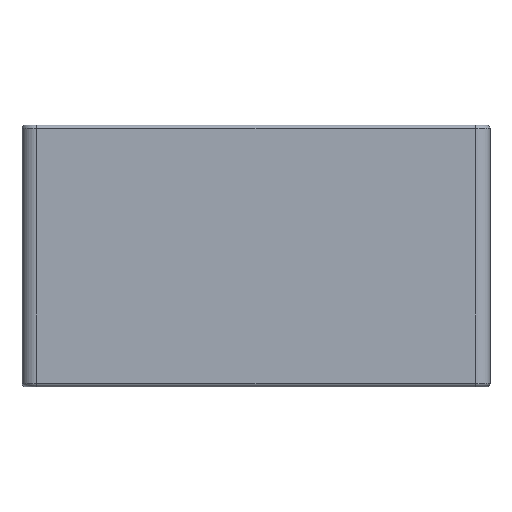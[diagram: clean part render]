
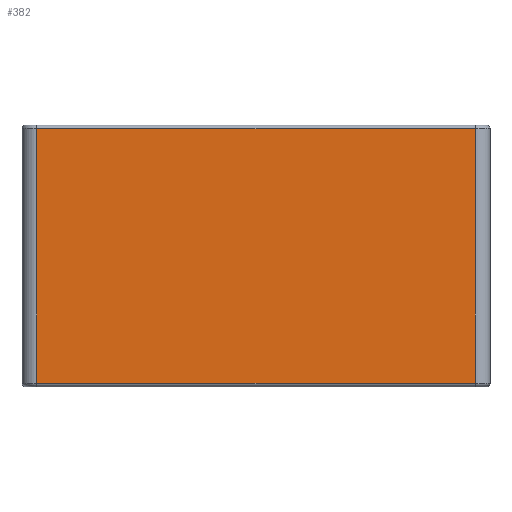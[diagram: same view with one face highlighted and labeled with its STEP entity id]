
A CAD part, top view. The second image highlights one B-rep face of the part: STEP entity #382.
In plain terms, the highlighted planar face has unit normal (0, 0, 1).
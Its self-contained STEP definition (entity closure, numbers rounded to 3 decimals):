
#15=PLANE('',#439);
#38=FACE_OUTER_BOUND('',#64,.T.);
#64=EDGE_LOOP('',(#285,#286,#287,#288));
#84=LINE('',#634,#108);
#89=LINE('',#664,#113);
#91=LINE('',#670,#115);
#92=LINE('',#671,#116);
#108=VECTOR('',#494,10.);
#113=VECTOR('',#531,10.);
#115=VECTOR('',#537,10.);
#116=VECTOR('',#538,10.);
#165=VERTEX_POINT('',#624);
#167=VERTEX_POINT('',#630);
#177=VERTEX_POINT('',#663);
#179=VERTEX_POINT('',#669);
#202=EDGE_CURVE('',#165,#167,#84,.T.);
#217=EDGE_CURVE('',#167,#177,#89,.T.);
#220=EDGE_CURVE('',#179,#165,#91,.T.);
#221=EDGE_CURVE('',#177,#179,#92,.T.);
#285=ORIENTED_EDGE('',*,*,#202,.F.);
#286=ORIENTED_EDGE('',*,*,#220,.F.);
#287=ORIENTED_EDGE('',*,*,#221,.F.);
#288=ORIENTED_EDGE('',*,*,#217,.F.);
#382=ADVANCED_FACE('',(#38),#15,.T.);
#439=AXIS2_PLACEMENT_3D('',#668,#535,#536);
#494=DIRECTION('',(-1.,0.,0.));
#531=DIRECTION('',(0.,1.,0.));
#535=DIRECTION('center_axis',(0.,0.,1.));
#536=DIRECTION('ref_axis',(1.,0.,0.));
#537=DIRECTION('',(0.,-1.,0.));
#538=DIRECTION('',(1.,0.,0.));
#624=CARTESIAN_POINT('',(123.,1.,19.));
#630=CARTESIAN_POINT('',(4.,1.,19.));
#634=CARTESIAN_POINT('',(31.75,1.,19.));
#663=CARTESIAN_POINT('',(4.,70.,19.));
#664=CARTESIAN_POINT('',(4.,53.25,19.));
#668=CARTESIAN_POINT('Origin',(63.5,35.5,19.));
#669=CARTESIAN_POINT('',(123.,70.,19.));
#670=CARTESIAN_POINT('',(123.,17.75,19.));
#671=CARTESIAN_POINT('',(95.25,70.,19.));
